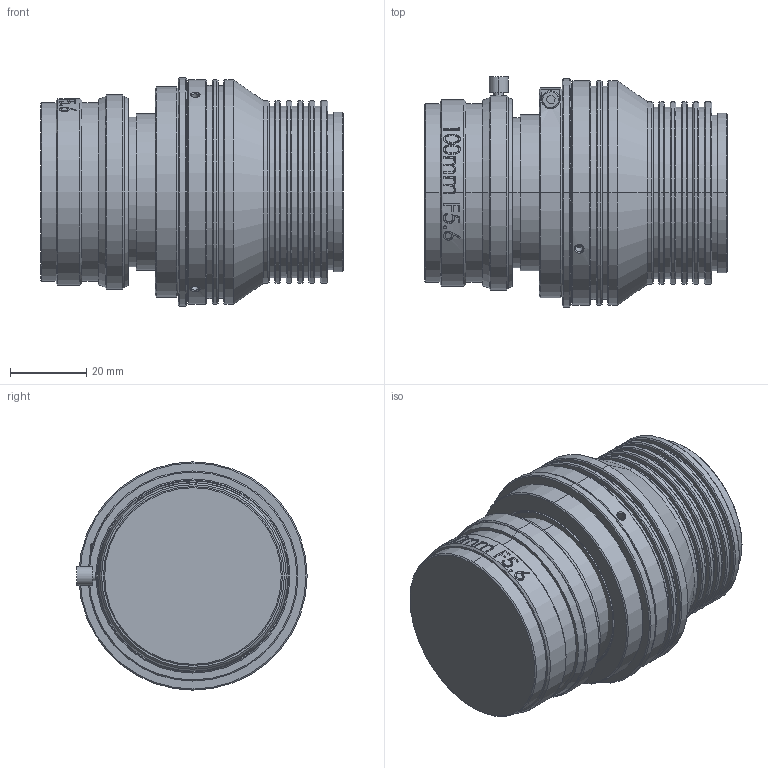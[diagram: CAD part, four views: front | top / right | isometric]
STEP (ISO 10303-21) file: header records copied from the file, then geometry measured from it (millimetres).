
FILE_DESCRIPTION (( 'STEP AP203' ), '1' );
FILE_NAME ('10056_M42_42Y｡ﾁ0.step', '2024-12-28T05:54:04', ( 'Windows ﾓﾃｻｧ' ), ( 'Microsoft' ), 'SwSTEP 2.0', 'SolidWorks 2018', '' );
FILE_SCHEMA (( 'CONFIG_CONTROL_DESIGN' ));
Length unit declared in the file: millimetre
Products named in the file (1): 10056_M42_42Y×0
Bounding box: 79.47 x 60.5 x 60 mm (x, y, z)
Volume: 122271.3 mm3; surface area: 41431.1 mm2
Topology: 6 solids, 6 shells, 437 faces, 1025 edges, 649 vertices
Faces by surface type: cylinder 134, plane 124, cone 110, bspline 69
Entity records: 26589 total; most frequent: CARTESIAN_POINT 16851, ORIENTED_EDGE 2050, DIRECTION 1888, EDGE_CURVE 1025, AXIS2_PLACEMENT_3D 756, VERTEX_POINT 649, EDGE_LOOP 502, ADVANCED_FACE 437
